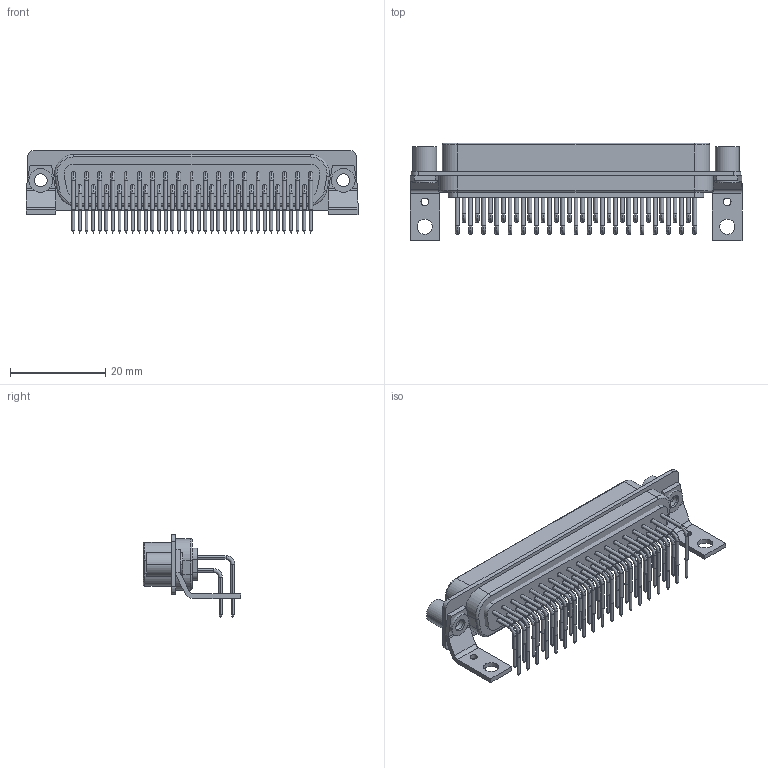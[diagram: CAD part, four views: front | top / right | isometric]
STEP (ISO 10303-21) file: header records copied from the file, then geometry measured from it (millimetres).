
FILE_DESCRIPTION((''),'2;1');
FILE_NAME('AMPHENOL_L717DFC37P1ATN.stp','2012-09-27T12:57:18',(''),(''),'Mechanical Desktop 2011','Mechanical Desktop 2011',', , ');
FILE_SCHEMA(('AUTOMOTIVE_DESIGN { 1 2 10303 214 1 1 1 1 }'));
Length unit declared in the file: millimetre
Products named in the file (1): Product
Bounding box: 69.7 x 20.4 x 17.4 mm (x, y, z)
Volume: 5709 mm3; surface area: 9986.7 mm2
Topology: 83 solids, 83 shells, 771 faces, 1910 edges, 1157 vertices
Faces by surface type: cylinder 364, cone 148, plane 140, torus 82, sphere 37
Entity records: 22283 total; most frequent: DIRECTION 4412, CARTESIAN_POINT 3691, ORIENTED_EDGE 3524, AXIS2_PLACEMENT_3D 1878, EDGE_CURVE 1762, VERTEX_POINT 1157, CIRCLE 1106, EDGE_LOOP 795
